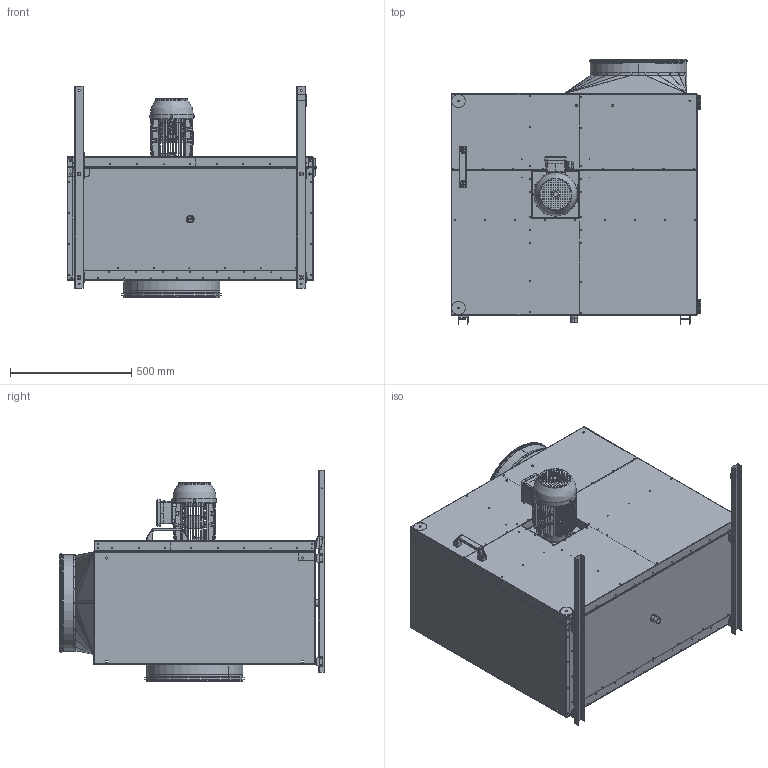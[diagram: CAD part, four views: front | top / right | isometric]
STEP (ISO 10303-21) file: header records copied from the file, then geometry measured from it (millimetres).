
FILE_DESCRIPTION (( 'STEP AP203' ), '1' );
FILE_NAME ('156633-00_MPS500D440_step.step', '2021-01-06T13:43:14', ( '' ), ( '' ), 'SwSTEP 2.0', 'SolidWorks 2017', '' );
FILE_SCHEMA (( 'CONFIG_CONTROL_DESIGN' ));
Length unit declared in the file: millimetre
Products named in the file (2): 156633-00_MPS500D440_step
Bounding box: 1030.62 x 1097.84 x 873 mm (x, y, z)
Surface area: 15110080.8 mm2 (no closed solid volume)
Topology: 0 solids, 172 shells, 2002 faces, 10020 edges, 7859 vertices
Faces by surface type: plane 1200, cylinder 642, bspline 71, cone 45, torus 44
Entity records: 113569 total; most frequent: CARTESIAN_POINT 35068, DIRECTION 15899, ORIENTED_EDGE 13500, EDGE_CURVE 10018, VERTEX_POINT 7859, VECTOR 6187, LINE 6187, AXIS2_PLACEMENT_3D 4856
